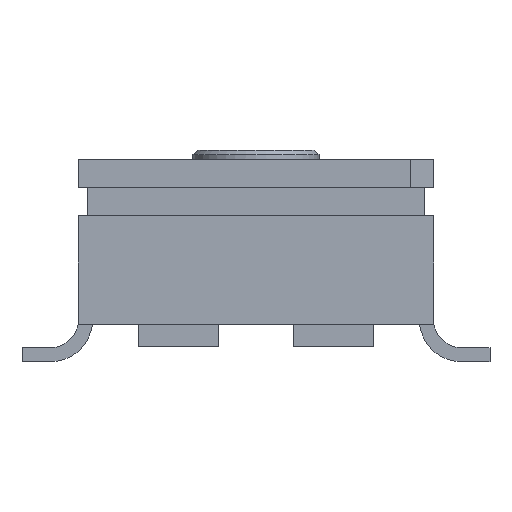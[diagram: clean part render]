
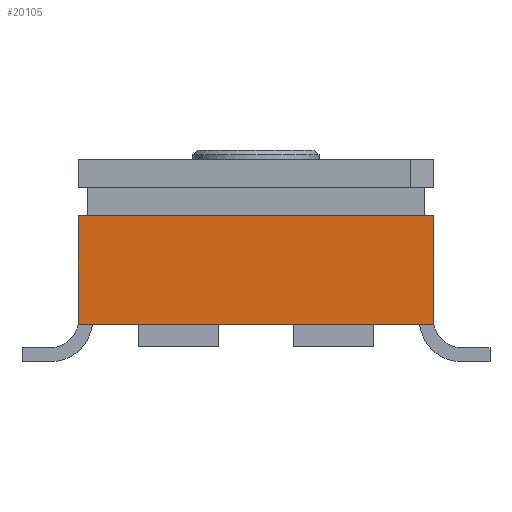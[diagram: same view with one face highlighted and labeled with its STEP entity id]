
A CAD part, front view. The second image highlights one B-rep face of the part: STEP entity #20105.
In plain terms, the highlighted planar face has unit normal (0, -1, 0).
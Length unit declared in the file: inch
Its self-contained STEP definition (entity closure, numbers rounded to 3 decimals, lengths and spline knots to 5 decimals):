
#293 = EDGE_CURVE ( 'NONE', #5776, #24501, #22309, .T. ) ;
#676 = DIRECTION ( 'NONE',  ( 0., 0., 1. ) ) ;
#946 = FACE_OUTER_BOUND ( 'NONE', #7065, .T. ) ;
#2112 = LINE ( 'NONE', #17338, #15642 ) ;
#2565 = DIRECTION ( 'NONE',  ( 0., 1., 0. ) ) ;
#2573 = VERTEX_POINT ( 'NONE', #18043 ) ;
#3820 = DIRECTION ( 'NONE',  ( -1., 0., 0. ) ) ;
#4596 = DIRECTION ( 'NONE',  ( 0., 0., 1. ) ) ;
#5776 = VERTEX_POINT ( 'NONE', #17913 ) ;
#7065 = EDGE_LOOP ( 'NONE', ( #20241, #11204, #23068, #17203 ) ) ;
#7847 = CARTESIAN_POINT ( 'NONE',  ( 0.19, -0.195, 0.216 ) ) ;
#8741 = VERTEX_POINT ( 'NONE', #14028 ) ;
#9258 = PLANE ( 'NONE',  #19389 ) ;
#9543 = CARTESIAN_POINT ( 'NONE',  ( -0.19, -0.195, 0.04 ) ) ;
#9621 = VECTOR ( 'NONE', #4596, 39.37008 ) ;
#10934 = VECTOR ( 'NONE', #3820, 39.37008 ) ;
#11204 = ORIENTED_EDGE ( 'NONE', *, *, #293, .F. ) ;
#11274 = VECTOR ( 'NONE', #12639, 39.37008 ) ;
#11511 = EDGE_CURVE ( 'NONE', #24501, #8741, #14907, .T. ) ;
#11911 = CARTESIAN_POINT ( 'NONE',  ( -0.19, -0.195, 0.04 ) ) ;
#12639 = DIRECTION ( 'NONE',  ( 0., 0., -1. ) ) ;
#13251 = CARTESIAN_POINT ( 'NONE',  ( -0.19, -0.195, 0.216 ) ) ;
#14028 = CARTESIAN_POINT ( 'NONE',  ( -0.19, -0.195, 0.156 ) ) ;
#14045 = EDGE_CURVE ( 'NONE', #2573, #5776, #24799, .T. ) ;
#14907 = LINE ( 'NONE', #18876, #9621 ) ;
#15642 = VECTOR ( 'NONE', #17209, 39.37008 ) ;
#17203 = ORIENTED_EDGE ( 'NONE', *, *, #25081, .F. ) ;
#17209 = DIRECTION ( 'NONE',  ( 1., 0., 0. ) ) ;
#17338 = CARTESIAN_POINT ( 'NONE',  ( 0., -0.195, 0.156 ) ) ;
#17913 = CARTESIAN_POINT ( 'NONE',  ( 0.19, -0.195, 0.04 ) ) ;
#18043 = CARTESIAN_POINT ( 'NONE',  ( 0.19, -0.195, 0.156 ) ) ;
#18876 = CARTESIAN_POINT ( 'NONE',  ( -0.19, -0.195, 0.216 ) ) ;
#19389 = AXIS2_PLACEMENT_3D ( 'NONE', #13251, #2565, #676 ) ;
#20105 = ADVANCED_FACE ( 'NONE', ( #946 ), #9258, .F. ) ;
#20241 = ORIENTED_EDGE ( 'NONE', *, *, #11511, .F. ) ;
#22309 = LINE ( 'NONE', #11911, #10934 ) ;
#23068 = ORIENTED_EDGE ( 'NONE', *, *, #14045, .F. ) ;
#24501 = VERTEX_POINT ( 'NONE', #9543 ) ;
#24799 = LINE ( 'NONE', #7847, #11274 ) ;
#25081 = EDGE_CURVE ( 'NONE', #8741, #2573, #2112, .T. ) ;
